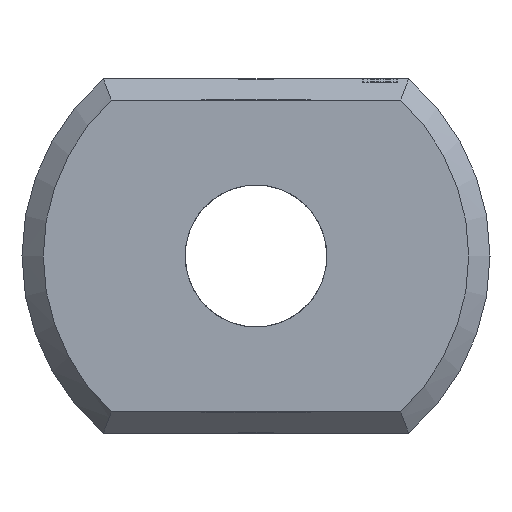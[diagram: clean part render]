
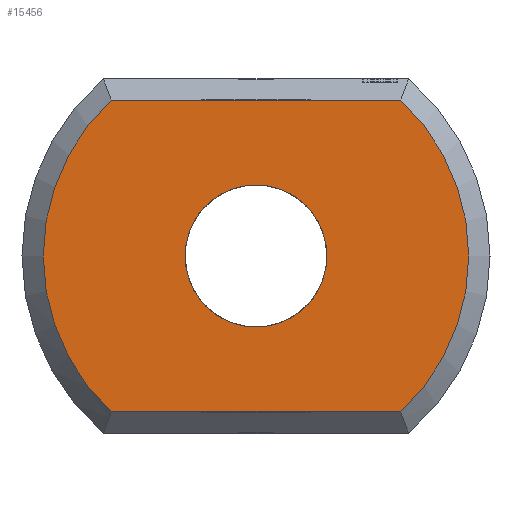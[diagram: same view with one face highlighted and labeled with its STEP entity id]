
A CAD part, left-side view. The second image highlights one B-rep face of the part: STEP entity #15456.
In plain terms, the highlighted planar face has unit normal (-1, 0, 0).
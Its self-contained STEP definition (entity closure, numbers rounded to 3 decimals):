
#3826 = VERTEX_POINT('',#3827);
#3827 = CARTESIAN_POINT('',(0.,-2.04,2.2));
#3836 = VERTEX_POINT('',#3837);
#3837 = CARTESIAN_POINT('',(0.,-2.04,-2.2));
#3844 = EDGE_CURVE('',#3826,#3836,#3845,.T.);
#3845 = CIRCLE('',#3846,3.);
#3846 = AXIS2_PLACEMENT_3D('',#3847,#3848,#3849);
#3847 = CARTESIAN_POINT('',(0.,0.,0.));
#3848 = DIRECTION('',(1.,0.,0.));
#3849 = DIRECTION('',(0.,-0.653,0.758)
  );
#4770 = VERTEX_POINT('',#4771);
#4771 = CARTESIAN_POINT('',(0.,2.04,2.2));
#4778 = EDGE_CURVE('',#3826,#4770,#4779,.T.);
#4779 = LINE('',#4780,#4781);
#4780 = CARTESIAN_POINT('',(0.,-2.154,2.2));
#4781 = VECTOR('',#4782,1.);
#4782 = DIRECTION('',(0.,1.,0.));
#15456 = ADVANCED_FACE('',(#15457,#15476),#15487,.F.);
#15457 = FACE_BOUND('',#15458,.F.);
#15458 = EDGE_LOOP('',(#15459,#15468,#15469,#15470));
#15459 = ORIENTED_EDGE('',*,*,#15460,.T.);
#15460 = EDGE_CURVE('',#15461,#4770,#15463,.T.);
#15461 = VERTEX_POINT('',#15462);
#15462 = CARTESIAN_POINT('',(0.,2.04,-2.2));
#15463 = CIRCLE('',#15464,3.);
#15464 = AXIS2_PLACEMENT_3D('',#15465,#15466,#15467);
#15465 = CARTESIAN_POINT('',(0.,0.,0.));
#15466 = DIRECTION('',(1.,0.,0.));
#15467 = DIRECTION('',(0.,0.653,-0.758)
  );
#15468 = ORIENTED_EDGE('',*,*,#4778,.F.);
#15469 = ORIENTED_EDGE('',*,*,#3844,.T.);
#15470 = ORIENTED_EDGE('',*,*,#15471,.T.);
#15471 = EDGE_CURVE('',#3836,#15461,#15472,.T.);
#15472 = LINE('',#15473,#15474);
#15473 = CARTESIAN_POINT('',(0.,-2.154,-2.2));
#15474 = VECTOR('',#15475,1.);
#15475 = DIRECTION('',(0.,1.,0.));
#15476 = FACE_BOUND('',#15477,.T.);
#15477 = EDGE_LOOP('',(#15478));
#15478 = ORIENTED_EDGE('',*,*,#15479,.T.);
#15479 = EDGE_CURVE('',#15480,#15480,#15482,.T.);
#15480 = VERTEX_POINT('',#15481);
#15481 = CARTESIAN_POINT('',(0.,1.,0.)
  );
#15482 = CIRCLE('',#15483,1.);
#15483 = AXIS2_PLACEMENT_3D('',#15484,#15485,#15486);
#15484 = CARTESIAN_POINT('',(0.,0.,0.));
#15485 = DIRECTION('',(1.,0.,0.));
#15486 = DIRECTION('',(0.,1.,0.));
#15487 = PLANE('',#15488);
#15488 = AXIS2_PLACEMENT_3D('',#15489,#15490,#15491);
#15489 = CARTESIAN_POINT('',(0.,0.,0.));
#15490 = DIRECTION('',(1.,0.,0.));
#15491 = DIRECTION('',(0.,0.,1.));
